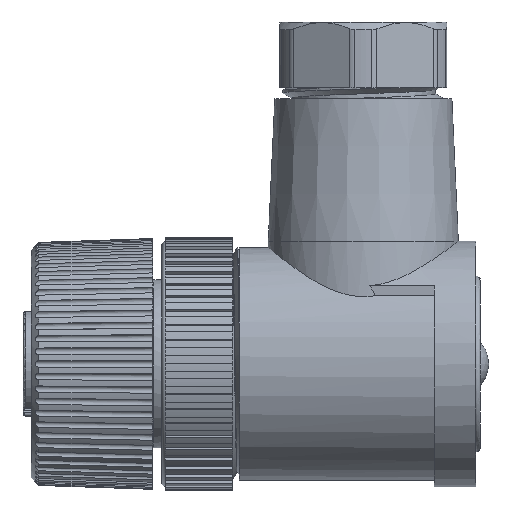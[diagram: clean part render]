
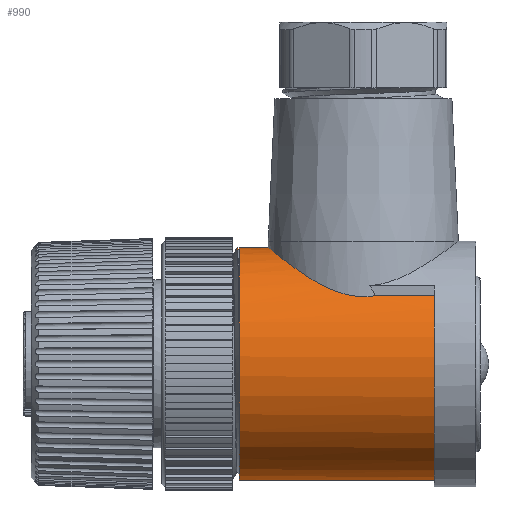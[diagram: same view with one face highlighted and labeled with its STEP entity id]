
A CAD part, front view. The second image highlights one B-rep face of the part: STEP entity #990.
In plain terms, the highlighted cylindrical face has radius 9 mm (diameter 18 mm), a full revolution.
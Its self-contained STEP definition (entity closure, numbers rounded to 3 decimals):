
#491=FACE_BOUND('',#2285,.T.);
#492=FACE_BOUND('',#2286,.T.);
#626=ELLIPSE('',#9869,9.,9.);
#990=ADVANCED_FACE('',(#491,#492),#1383,.T.);
#1383=CYLINDRICAL_SURFACE('',#10313,9.);
#2285=EDGE_LOOP('',(#5784,#5785,#5786,#5787));
#2286=EDGE_LOOP('',(#5788,#5789,#5790,#5791));
#2856=CIRCLE('',#10308,9.);
#2857=CIRCLE('',#10310,9.);
#3544=LINE('',#16766,#4120);
#3545=LINE('',#16791,#4121);
#4120=VECTOR('',#12386,1.);
#4121=VECTOR('',#12395,1.);
#5784=ORIENTED_EDGE('',*,*,#8818,.F.);
#5785=ORIENTED_EDGE('',*,*,#8816,.T.);
#5786=ORIENTED_EDGE('',*,*,#8814,.F.);
#5787=ORIENTED_EDGE('',*,*,#8812,.T.);
#5788=ORIENTED_EDGE('',*,*,#8253,.F.);
#5789=ORIENTED_EDGE('',*,*,#8823,.F.);
#5790=ORIENTED_EDGE('',*,*,#8819,.T.);
#5791=ORIENTED_EDGE('',*,*,#8824,.F.);
#7309=VERTEX_POINT('',#14345);
#7311=VERTEX_POINT('',#14348);
#7589=VERTEX_POINT('',#16765);
#7590=VERTEX_POINT('',#16767);
#7591=VERTEX_POINT('',#16788);
#7592=VERTEX_POINT('',#16792);
#7593=VERTEX_POINT('',#16798);
#7594=VERTEX_POINT('',#16799);
#8253=EDGE_CURVE('',#7309,#7311,#626,.T.);
#8812=EDGE_CURVE('',#7590,#7589,#3544,.T.);
#8814=EDGE_CURVE('',#7590,#7591,#9561,.T.);
#8816=EDGE_CURVE('',#7592,#7591,#3545,.T.);
#8818=EDGE_CURVE('',#7592,#7589,#2856,.T.);
#8819=EDGE_CURVE('',#7593,#7594,#2857,.T.);
#8823=EDGE_CURVE('',#7593,#7309,#9564,.T.);
#8824=EDGE_CURVE('',#7311,#7594,#9565,.T.);
#9561=B_SPLINE_CURVE_WITH_KNOTS('',3,(#16770,#16771,#16772,#16773,#16774,
#16775,#16776,#16777,#16778,#16779,#16780,#16781,#16782,#16783,#16784,#16785,
#16786,#16787),.UNSPECIFIED.,.F.,.F.,(4,2,2,2,2,2,2,2,4),(0.,0.125,0.25,
0.375,0.5,0.625,0.75,0.875,1.),.UNSPECIFIED.);
#9564=B_SPLINE_CURVE_WITH_KNOTS('',3,(#16824,#16825,#16826,#16827,#16828,
#16829,#16830,#16831,#16832,#16833,#16834,#16835,#16836,#16837,#16838,#16839),
 .UNSPECIFIED.,.F.,.F.,(4,2,2,2,2,2,2,4),(0.,0.125,0.25,0.375,0.5,0.625,
0.75,1.),.UNSPECIFIED.);
#9565=B_SPLINE_CURVE_WITH_KNOTS('',3,(#16840,#16841,#16842,#16843,#16844,
#16845,#16846,#16847,#16848,#16849,#16850,#16851,#16852,#16853),
 .UNSPECIFIED.,.F.,.F.,(4,2,2,2,2,2,4),(0.,0.125,0.25,0.375,0.5,0.75,1.),
 .UNSPECIFIED.);
#9869=AXIS2_PLACEMENT_3D('',#14347,#11183,#11184);
#10308=AXIS2_PLACEMENT_3D('',#16795,#12399,#12400);
#10310=AXIS2_PLACEMENT_3D('',#16797,#12403,#12404);
#10313=AXIS2_PLACEMENT_3D('',#16854,#12409,#12410);
#11183=DIRECTION('',(-1.,0.,0.));
#11184=DIRECTION('',(0.,0.992,0.124));
#12386=DIRECTION('',(1.,0.,0.));
#12395=DIRECTION('',(-1.,0.,0.));
#12399=DIRECTION('',(1.,0.,0.));
#12400=DIRECTION('',(0.,-1.,0.));
#12403=DIRECTION('',(1.,0.,0.));
#12404=DIRECTION('',(0.,0.,-1.));
#12409=DIRECTION('',(1.,0.,0.));
#12410=DIRECTION('',(0.,-1.,0.));
#14345=CARTESIAN_POINT('',(21.1,2.563,-8.627));
#14347=CARTESIAN_POINT('',(21.1,0.,0.));
#14348=CARTESIAN_POINT('',(21.1,1.35,-8.898));
#16765=CARTESIAN_POINT('',(36.7,7.291,5.277));
#16766=CARTESIAN_POINT('',(34.415,7.291,5.277));
#16767=CARTESIAN_POINT('',(32.13,7.291,5.277));
#16770=CARTESIAN_POINT('',(32.13,7.291,5.277));
#16771=CARTESIAN_POINT('',(31.053,7.428,5.087));
#16772=CARTESIAN_POINT('',(29.904,7.308,5.278));
#16773=CARTESIAN_POINT('',(27.951,6.672,6.061));
#16774=CARTESIAN_POINT('',(27.1,6.179,6.595));
#16775=CARTESIAN_POINT('',(25.624,4.888,7.601));
#16776=CARTESIAN_POINT('',(25.011,4.101,8.075));
#16777=CARTESIAN_POINT('',(24.11,2.203,8.785));
#16778=CARTESIAN_POINT('',(23.852,1.11,8.998));
#16779=CARTESIAN_POINT('',(23.848,-1.081,9.002));
#16780=CARTESIAN_POINT('',(24.104,-2.183,8.789));
#16781=CARTESIAN_POINT('',(24.997,-4.079,8.086));
#16782=CARTESIAN_POINT('',(25.621,-4.884,7.604));
#16783=CARTESIAN_POINT('',(27.095,-6.175,6.598));
#16784=CARTESIAN_POINT('',(27.944,-6.669,6.064));
#16785=CARTESIAN_POINT('',(29.9,-7.307,5.279));
#16786=CARTESIAN_POINT('',(31.058,-7.428,5.088));
#16787=CARTESIAN_POINT('',(32.13,-7.291,5.277));
#16788=CARTESIAN_POINT('',(32.13,-7.291,5.277));
#16791=CARTESIAN_POINT('',(34.415,-7.291,5.277));
#16792=CARTESIAN_POINT('',(36.7,-7.291,5.277));
#16795=CARTESIAN_POINT('',(36.7,0.,0.));
#16797=CARTESIAN_POINT('',(21.6,0.,0.));
#16798=CARTESIAN_POINT('',(21.6,-8.753,2.094));
#16799=CARTESIAN_POINT('',(21.6,-8.381,3.281));
#16824=CARTESIAN_POINT('',(21.6,-8.753,2.094));
#16825=CARTESIAN_POINT('',(21.579,-8.384,3.636));
#16826=CARTESIAN_POINT('',(21.558,-7.612,5.054));
#16827=CARTESIAN_POINT('',(21.516,-5.438,7.343));
#16828=CARTESIAN_POINT('',(21.496,-4.056,8.185));
#16829=CARTESIAN_POINT('',(21.454,-1.056,9.074));
#16830=CARTESIAN_POINT('',(21.433,0.576,9.118));
#16831=CARTESIAN_POINT('',(21.392,3.632,8.383));
#16832=CARTESIAN_POINT('',(21.371,5.055,7.61));
#16833=CARTESIAN_POINT('',(21.329,7.33,5.452));
#16834=CARTESIAN_POINT('',(21.308,8.185,4.058));
#16835=CARTESIAN_POINT('',(21.267,9.074,1.054));
#16836=CARTESIAN_POINT('',(21.246,9.119,-0.565));
#16837=CARTESIAN_POINT('',(21.183,8.02,-5.155));
#16838=CARTESIAN_POINT('',(21.142,5.594,-7.727));
#16839=CARTESIAN_POINT('',(21.1,2.563,-8.627));
#16840=CARTESIAN_POINT('',(21.1,1.35,-8.898));
#16841=CARTESIAN_POINT('',(21.121,2.898,-8.663));
#16842=CARTESIAN_POINT('',(21.142,4.395,-8.009));
#16843=CARTESIAN_POINT('',(21.183,6.849,-6.047));
#16844=CARTESIAN_POINT('',(21.204,7.809,-4.742));
#16845=CARTESIAN_POINT('',(21.246,8.953,-1.819));
#16846=CARTESIAN_POINT('',(21.267,9.133,-0.194));
#16847=CARTESIAN_POINT('',(21.308,8.662,2.903));
#16848=CARTESIAN_POINT('',(21.329,8.014,4.388));
#16849=CARTESIAN_POINT('',(21.392,5.064,8.08));
#16850=CARTESIAN_POINT('',(21.433,1.779,9.374));
#16851=CARTESIAN_POINT('',(21.517,-4.483,8.422));
#16852=CARTESIAN_POINT('',(21.558,-7.224,6.235));
#16853=CARTESIAN_POINT('',(21.6,-8.381,3.281));
#16854=CARTESIAN_POINT('',(17.9,0.,0.));
